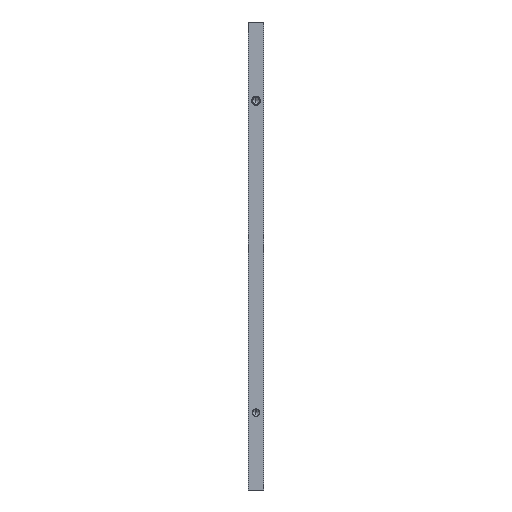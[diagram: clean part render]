
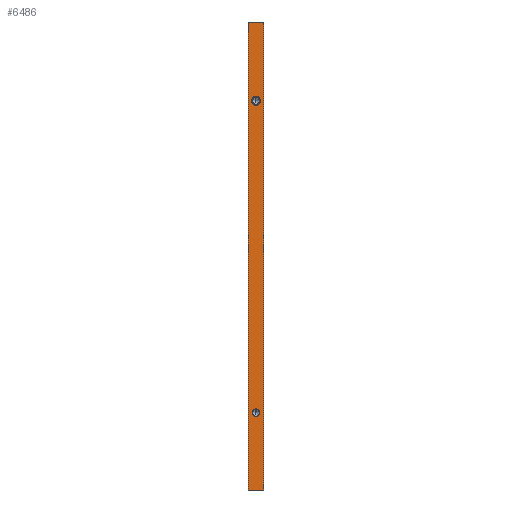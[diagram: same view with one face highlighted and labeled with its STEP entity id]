
A CAD part, left-side view. The second image highlights one B-rep face of the part: STEP entity #6486.
In plain terms, the highlighted planar face has unit normal (-1, 0, 0).
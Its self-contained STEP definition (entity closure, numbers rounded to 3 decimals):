
#9 = FACE_BOUND ( 'NONE', #4168, .T. ) ;
#53 = FACE_BOUND ( 'NONE', #7540, .T. ) ;
#89 = FACE_OUTER_BOUND ( 'NONE', #2575, .T. ) ;
#191 = AXIS2_PLACEMENT_3D ( 'NONE', #3283, #383, #988 ) ;
#222 = EDGE_CURVE ( 'NONE', #1708, #4021, #563, .T. ) ;
#225 = DIRECTION ( 'NONE',  ( 0., 0., 1. ) ) ;
#258 = DIRECTION ( 'NONE',  ( 0., 0., -1. ) ) ;
#265 = EDGE_CURVE ( 'NONE', #4021, #1433, #6038, .T. ) ;
#383 = DIRECTION ( 'NONE',  ( -1., 0., 0. ) ) ;
#386 = ORIENTED_EDGE ( 'NONE', *, *, #265, .T. ) ;
#454 = EDGE_CURVE ( 'NONE', #1708, #6394, #4424, .T. ) ;
#456 = CIRCLE ( 'NONE', #5415, 2.9 ) ;
#492 = CARTESIAN_POINT ( 'NONE',  ( -200., -100., 300. ) ) ;
#563 = LINE ( 'NONE', #2855, #1022 ) ;
#597 = DIRECTION ( 'NONE',  ( 0., 0., -1. ) ) ;
#646 = CARTESIAN_POINT ( 'NONE',  ( -200., -90., 300. ) ) ;
#768 = EDGE_CURVE ( 'NONE', #2285, #6925, #456, .T. ) ;
#789 = CARTESIAN_POINT ( 'NONE',  ( -200., -95., 52. ) ) ;
#864 = ORIENTED_EDGE ( 'NONE', *, *, #1368, .F. ) ;
#869 = DIRECTION ( 'NONE',  ( 0., -1., 0. ) ) ;
#988 = DIRECTION ( 'NONE',  ( 0., 0., 1. ) ) ;
#1022 = VECTOR ( 'NONE', #4075, 1000. ) ;
#1033 = ORIENTED_EDGE ( 'NONE', *, *, #1816, .F. ) ;
#1136 = CARTESIAN_POINT ( 'NONE',  ( -200., -95., 252.4 ) ) ;
#1241 = CARTESIAN_POINT ( 'NONE',  ( -200., -100., 0. ) ) ;
#1332 = VECTOR ( 'NONE', #258, 1000. ) ;
#1368 = EDGE_CURVE ( 'NONE', #6925, #2285, #6182, .T. ) ;
#1433 = VERTEX_POINT ( 'NONE', #7466 ) ;
#1708 = VERTEX_POINT ( 'NONE', #646 ) ;
#1816 = EDGE_CURVE ( 'NONE', #6394, #1433, #2516, .T. ) ;
#1837 = CARTESIAN_POINT ( 'NONE',  ( -200., -95., 246.6 ) ) ;
#1920 = DIRECTION ( 'NONE',  ( -1., 0., 0. ) ) ;
#2039 = CARTESIAN_POINT ( 'NONE',  ( -200., -95., 49.5 ) ) ;
#2285 = VERTEX_POINT ( 'NONE', #1136 ) ;
#2412 = ORIENTED_EDGE ( 'NONE', *, *, #3376, .F. ) ;
#2516 = LINE ( 'NONE', #3202, #1332 ) ;
#2533 = ORIENTED_EDGE ( 'NONE', *, *, #768, .F. ) ;
#2540 = ORIENTED_EDGE ( 'NONE', *, *, #7613, .F. ) ;
#2575 = EDGE_LOOP ( 'NONE', ( #386, #1033, #5427, #4213 ) ) ;
#2668 = AXIS2_PLACEMENT_3D ( 'NONE', #5025, #5646, #225 ) ;
#2694 = CARTESIAN_POINT ( 'NONE',  ( -200., -100., 300. ) ) ;
#2819 = AXIS2_PLACEMENT_3D ( 'NONE', #2039, #1920, #3113 ) ;
#2855 = CARTESIAN_POINT ( 'NONE',  ( -200., -90., 300. ) ) ;
#2921 = CARTESIAN_POINT ( 'NONE',  ( -200., -100., 300. ) ) ;
#3038 = DIRECTION ( 'NONE',  ( 0., 0., 1. ) ) ;
#3113 = DIRECTION ( 'NONE',  ( 0., 0., 1. ) ) ;
#3133 = CARTESIAN_POINT ( 'NONE',  ( -200., -95., 47. ) ) ;
#3202 = CARTESIAN_POINT ( 'NONE',  ( -200., -100., 300. ) ) ;
#3283 = CARTESIAN_POINT ( 'NONE',  ( -200., -95., 49.5 ) ) ;
#3376 = EDGE_CURVE ( 'NONE', #6723, #3618, #4209, .T. ) ;
#3505 = PLANE ( 'NONE',  #6498 ) ;
#3618 = VERTEX_POINT ( 'NONE', #3133 ) ;
#4021 = VERTEX_POINT ( 'NONE', #6135 ) ;
#4075 = DIRECTION ( 'NONE',  ( 0., 0., -1. ) ) ;
#4168 = EDGE_LOOP ( 'NONE', ( #2533, #864 ) ) ;
#4209 = CIRCLE ( 'NONE', #2819, 2.5 ) ;
#4213 = ORIENTED_EDGE ( 'NONE', *, *, #222, .T. ) ;
#4424 = LINE ( 'NONE', #2694, #5743 ) ;
#4630 = CIRCLE ( 'NONE', #191, 2.5 ) ;
#4795 = CARTESIAN_POINT ( 'NONE',  ( -200., -95., 249.5 ) ) ;
#4839 = DIRECTION ( 'NONE',  ( 1., 0., 0. ) ) ;
#4844 = DIRECTION ( 'NONE',  ( 0., -1., 0. ) ) ;
#4993 = VECTOR ( 'NONE', #4844, 1000. ) ;
#5025 = CARTESIAN_POINT ( 'NONE',  ( -200., -95., 249.5 ) ) ;
#5415 = AXIS2_PLACEMENT_3D ( 'NONE', #4795, #7245, #3038 ) ;
#5427 = ORIENTED_EDGE ( 'NONE', *, *, #454, .F. ) ;
#5646 = DIRECTION ( 'NONE',  ( -1., 0., 0. ) ) ;
#5743 = VECTOR ( 'NONE', #869, 1000. ) ;
#6038 = LINE ( 'NONE', #1241, #4993 ) ;
#6135 = CARTESIAN_POINT ( 'NONE',  ( -200., -90., 0. ) ) ;
#6182 = CIRCLE ( 'NONE', #2668, 2.9 ) ;
#6394 = VERTEX_POINT ( 'NONE', #492 ) ;
#6486 = ADVANCED_FACE ( 'NONE', ( #53, #9, #89 ), #3505, .F. ) ;
#6498 = AXIS2_PLACEMENT_3D ( 'NONE', #2921, #4839, #597 ) ;
#6723 = VERTEX_POINT ( 'NONE', #789 ) ;
#6925 = VERTEX_POINT ( 'NONE', #1837 ) ;
#7245 = DIRECTION ( 'NONE',  ( -1., 0., 0. ) ) ;
#7466 = CARTESIAN_POINT ( 'NONE',  ( -200., -100., 0. ) ) ;
#7540 = EDGE_LOOP ( 'NONE', ( #2412, #2540 ) ) ;
#7613 = EDGE_CURVE ( 'NONE', #3618, #6723, #4630, .T. ) ;
